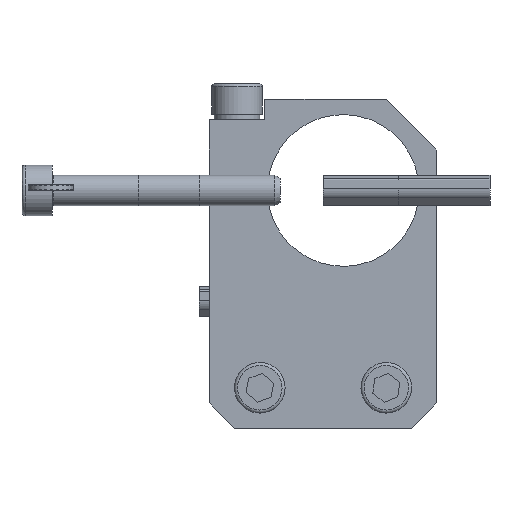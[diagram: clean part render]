
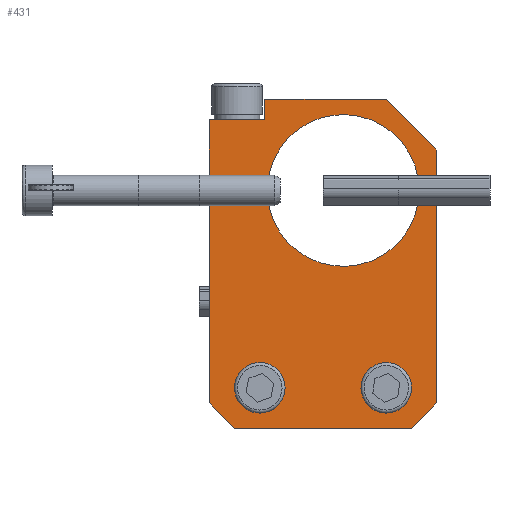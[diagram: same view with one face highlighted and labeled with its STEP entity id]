
A CAD part, front view. The second image highlights one B-rep face of the part: STEP entity #431.
In plain terms, the highlighted planar face has unit normal (0, -1, 0).
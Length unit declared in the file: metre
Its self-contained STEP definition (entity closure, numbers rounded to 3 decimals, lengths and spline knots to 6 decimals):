
#431 = ADVANCED_FACE( '', ( #909, #910, #911 ), #912, .F. );
#909 = FACE_BOUND( '', #1619, .T. );
#910 = FACE_BOUND( '', #1620, .T. );
#911 = FACE_OUTER_BOUND( '', #1621, .T. );
#912 = PLANE( '', #1622 );
#1619 = EDGE_LOOP( '', ( #2696 ) );
#1620 = EDGE_LOOP( '', ( #2697 ) );
#1621 = EDGE_LOOP( '', ( #2698, #2699, #2700, #2701, #2702, #2703, #2704, #2705, #2706, #2707, #2708, #2709, #2710 ) );
#1622 = AXIS2_PLACEMENT_3D( '', #2711, #2712, #2713 );
#2696 = ORIENTED_EDGE( '', *, *, #5125, .F. );
#2697 = ORIENTED_EDGE( '', *, *, #5126, .F. );
#2698 = ORIENTED_EDGE( '', *, *, #5127, .T. );
#2699 = ORIENTED_EDGE( '', *, *, #5128, .F. );
#2700 = ORIENTED_EDGE( '', *, *, #5129, .F. );
#2701 = ORIENTED_EDGE( '', *, *, #5130, .F. );
#2702 = ORIENTED_EDGE( '', *, *, #5131, .F. );
#2703 = ORIENTED_EDGE( '', *, *, #5132, .F. );
#2704 = ORIENTED_EDGE( '', *, *, #5133, .F. );
#2705 = ORIENTED_EDGE( '', *, *, #5134, .T. );
#2706 = ORIENTED_EDGE( '', *, *, #5135, .F. );
#2707 = ORIENTED_EDGE( '', *, *, #5136, .T. );
#2708 = ORIENTED_EDGE( '', *, *, #5137, .F. );
#2709 = ORIENTED_EDGE( '', *, *, #5138, .T. );
#2710 = ORIENTED_EDGE( '', *, *, #5139, .F. );
#2711 = CARTESIAN_POINT( '', ( -0.0225, 0., 0.018 ) );
#2712 = DIRECTION( '', ( 0., 1., 0. ) );
#2713 = DIRECTION( '', ( 0., 0., 1. ) );
#5125 = EDGE_CURVE( '', #6122, #6122, #6123, .T. );
#5126 = EDGE_CURVE( '', #6124, #6124, #6125, .T. );
#5127 = EDGE_CURVE( '', #6126, #6127, #6128, .T. );
#5128 = EDGE_CURVE( '', #6129, #6127, #6130, .T. );
#5129 = EDGE_CURVE( '', #6131, #6129, #6132, .T. );
#5130 = EDGE_CURVE( '', #6133, #6131, #6134, .T. );
#5131 = EDGE_CURVE( '', #6135, #6133, #6136, .T. );
#5132 = EDGE_CURVE( '', #6137, #6135, #6138, .T. );
#5133 = EDGE_CURVE( '', #6139, #6137, #6140, .T. );
#5134 = EDGE_CURVE( '', #6139, #6141, #6142, .T. );
#5135 = EDGE_CURVE( '', #6143, #6141, #6144, .T. );
#5136 = EDGE_CURVE( '', #6143, #6145, #6146, .T. );
#5137 = EDGE_CURVE( '', #6147, #6145, #6148, .T. );
#5138 = EDGE_CURVE( '', #6147, #6149, #6150, .T. );
#5139 = EDGE_CURVE( '', #6126, #6149, #6151, .T. );
#6122 = VERTEX_POINT( '', #7765 );
#6123 = CIRCLE( '', #7766, 0.0031 );
#6124 = VERTEX_POINT( '', #7767 );
#6125 = CIRCLE( '', #7768, 0.0031 );
#6126 = VERTEX_POINT( '', #7769 );
#6127 = VERTEX_POINT( '', #7770 );
#6128 = LINE( '', #7771, #7772 );
#6129 = VERTEX_POINT( '', #7773 );
#6130 = LINE( '', #7774, #7775 );
#6131 = VERTEX_POINT( '', #7776 );
#6132 = LINE( '', #7777, #7778 );
#6133 = VERTEX_POINT( '', #7779 );
#6134 = LINE( '', #7780, #7781 );
#6135 = VERTEX_POINT( '', #7782 );
#6136 = LINE( '', #7783, #7784 );
#6137 = VERTEX_POINT( '', #7785 );
#6138 = LINE( '', #7786, #7787 );
#6139 = VERTEX_POINT( '', #7788 );
#6140 = LINE( '', #7789, #7790 );
#6141 = VERTEX_POINT( '', #7791 );
#6142 = LINE( '', #7792, #7793 );
#6143 = VERTEX_POINT( '', #7794 );
#6144 = CIRCLE( '', #7795, 0.015 );
#6145 = VERTEX_POINT( '', #7796 );
#6146 = LINE( '', #7797, #7798 );
#6147 = VERTEX_POINT( '', #7799 );
#6148 = LINE( '', #7800, #7801 );
#6149 = VERTEX_POINT( '', #7802 );
#6150 = LINE( '', #7803, #7804 );
#6151 = LINE( '', #7805, #7806 );
#7765 = CARTESIAN_POINT( '', ( -0.0094, 0., -0.039 ) );
#7766 = AXIS2_PLACEMENT_3D( '', #9663, #9664, #9665 );
#7767 = CARTESIAN_POINT( '', ( 0.0156, 0., -0.039 ) );
#7768 = AXIS2_PLACEMENT_3D( '', #9666, #9667, #9668 );
#7769 = CARTESIAN_POINT( '', ( 0.0175, 0., -0.047 ) );
#7770 = CARTESIAN_POINT( '', ( 0.0225, 0., -0.042 ) );
#7771 = CARTESIAN_POINT( '', ( 0.0175, 0., -0.047 ) );
#7772 = VECTOR( '', #9669, 1. );
#7773 = CARTESIAN_POINT( '', ( 0.0225, 0., 0.008 ) );
#7774 = CARTESIAN_POINT( '', ( 0.0225, 0., 0.018 ) );
#7775 = VECTOR( '', #9670, 1. );
#7776 = CARTESIAN_POINT( '', ( 0.0125, 0., 0.018 ) );
#7777 = CARTESIAN_POINT( '', ( 0.0125, 0., 0.018 ) );
#7778 = VECTOR( '', #9671, 1. );
#7779 = CARTESIAN_POINT( '', ( -0.0115, 0., 0.018 ) );
#7780 = CARTESIAN_POINT( '', ( -0.0225, 0., 0.018 ) );
#7781 = VECTOR( '', #9672, 1. );
#7782 = CARTESIAN_POINT( '', ( -0.0115, 0., 0.014 ) );
#7783 = CARTESIAN_POINT( '', ( -0.0115, 0., 0.014 ) );
#7784 = VECTOR( '', #9673, 1. );
#7785 = CARTESIAN_POINT( '', ( -0.0225, 0., 0.014 ) );
#7786 = CARTESIAN_POINT( '', ( -0.0225, 0., 0.014 ) );
#7787 = VECTOR( '', #9674, 1. );
#7788 = CARTESIAN_POINT( '', ( -0.0225, 0., 0.001 ) );
#7789 = CARTESIAN_POINT( '', ( -0.0225, 0., -0.047 ) );
#7790 = VECTOR( '', #9675, 1. );
#7791 = CARTESIAN_POINT( '', ( -0.010967, 0., 0.001 ) );
#7792 = CARTESIAN_POINT( '', ( -0.0225, 0., 0.001 ) );
#7793 = VECTOR( '', #9676, 1. );
#7794 = CARTESIAN_POINT( '', ( -0.010967, 0., -0.001 ) );
#7795 = AXIS2_PLACEMENT_3D( '', #9677, #9678, #9679 );
#7796 = CARTESIAN_POINT( '', ( -0.0225, 0., -0.001 ) );
#7797 = CARTESIAN_POINT( '', ( -0.003825, 0., -0.001 ) );
#7798 = VECTOR( '', #9680, 1. );
#7799 = CARTESIAN_POINT( '', ( -0.0225, 0., -0.042 ) );
#7800 = CARTESIAN_POINT( '', ( -0.0225, 0., -0.047 ) );
#7801 = VECTOR( '', #9681, 1. );
#7802 = CARTESIAN_POINT( '', ( -0.0175, 0., -0.047 ) );
#7803 = CARTESIAN_POINT( '', ( -0.0225, 0., -0.042 ) );
#7804 = VECTOR( '', #9682, 1. );
#7805 = CARTESIAN_POINT( '', ( 0.0225, 0., -0.047 ) );
#7806 = VECTOR( '', #9683, 1. );
#9663 = CARTESIAN_POINT( '', ( -0.0125, 0., -0.039 ) );
#9664 = DIRECTION( '', ( 0., -1., 0. ) );
#9665 = DIRECTION( '', ( 1., 0., 0. ) );
#9666 = CARTESIAN_POINT( '', ( 0.0125, 0., -0.039 ) );
#9667 = DIRECTION( '', ( 0., -1., 0. ) );
#9668 = DIRECTION( '', ( 1., 0., 0. ) );
#9669 = DIRECTION( '', ( 0.707, 0., 0.707 ) );
#9670 = DIRECTION( '', ( 0., 0., -1. ) );
#9671 = DIRECTION( '', ( 0.707, 0., -0.707 ) );
#9672 = DIRECTION( '', ( 1., 0., 0. ) );
#9673 = DIRECTION( '', ( 0., 0., 1. ) );
#9674 = DIRECTION( '', ( 1., 0., 0. ) );
#9675 = DIRECTION( '', ( 0., 0., 1. ) );
#9676 = DIRECTION( '', ( 1., 0., 0. ) );
#9677 = CARTESIAN_POINT( '', ( 0.004, 0., 0. ) );
#9678 = DIRECTION( '', ( 0., -1., 0. ) );
#9679 = DIRECTION( '', ( 1., 0., 0. ) );
#9680 = DIRECTION( '', ( -1., 0., 0. ) );
#9681 = DIRECTION( '', ( 0., 0., 1. ) );
#9682 = DIRECTION( '', ( 0.707, 0., -0.707 ) );
#9683 = DIRECTION( '', ( -1., 0., 0. ) );
